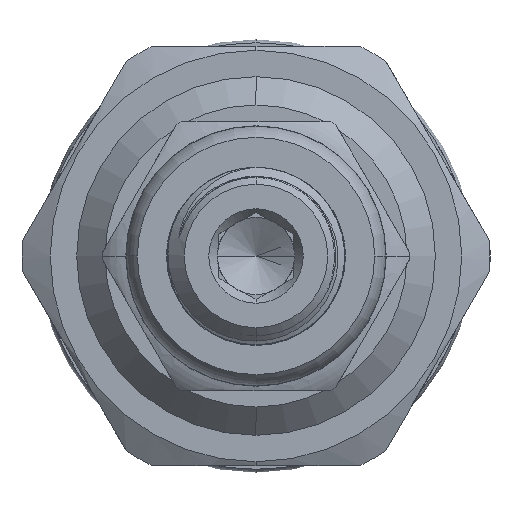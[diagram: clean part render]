
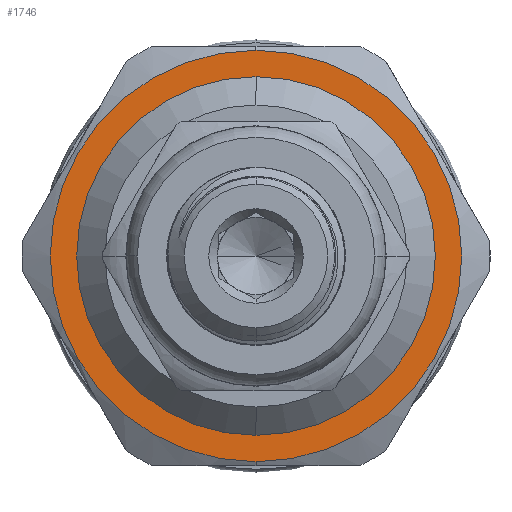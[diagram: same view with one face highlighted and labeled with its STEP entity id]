
A CAD part, left-side view. The second image highlights one B-rep face of the part: STEP entity #1746.
In plain terms, the highlighted planar face has unit normal (-1, 0, 0).
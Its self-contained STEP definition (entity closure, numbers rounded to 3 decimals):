
#285 = ORIENTED_EDGE ( 'NONE', *, *, #2196, .T. ) ;
#297 = ORIENTED_EDGE ( 'NONE', *, *, #1473, .F. ) ;
#355 = ORIENTED_EDGE ( 'NONE', *, *, #855, .T. ) ;
#363 = ORIENTED_EDGE ( 'NONE', *, *, #15075, .F. ) ;
#706 = CIRCLE ( 'NONE', #2233, 10.9 ) ;
#855 = EDGE_CURVE ( 'NONE', #16808, #17146, #706, .T. ) ;
#1339 = CIRCLE ( 'NONE', #2274, 9.5 ) ;
#1473 = EDGE_CURVE ( 'NONE', #16819, #17093, #1339, .T. ) ;
#1538 = FACE_OUTER_BOUND ( 'NONE', #3161, .T. ) ;
#1544 = FACE_BOUND ( 'NONE', #19456, .T. ) ;
#1746 = ADVANCED_FACE ( 'NONE', ( #1544, #1538 ), #6718, .F. ) ;
#2062 = DIRECTION ( 'NONE',  ( -1., 0., 0. ) ) ;
#2087 = CARTESIAN_POINT ( 'NONE',  ( 12., 0., 0. ) ) ;
#2106 = DIRECTION ( 'NONE',  ( 0., 0., 1. ) ) ;
#2196 = EDGE_CURVE ( 'NONE', #17146, #16808, #19092, .T. ) ;
#2233 = AXIS2_PLACEMENT_3D ( 'NONE', #2087, #2062, #2106 ) ;
#2274 = AXIS2_PLACEMENT_3D ( 'NONE', #17712, #17746, #17747 ) ;
#2433 = AXIS2_PLACEMENT_3D ( 'NONE', #6715, #6720, #6721 ) ;
#2583 = AXIS2_PLACEMENT_3D ( 'NONE', #8731, #8732, #8733 ) ;
#2656 = AXIS2_PLACEMENT_3D ( 'NONE', #10253, #10254, #10255 ) ;
#3161 = EDGE_LOOP ( 'NONE', ( #355, #285 ) ) ;
#6715 = CARTESIAN_POINT ( 'NONE',  ( 12., 9.5, 0. ) ) ;
#6718 = PLANE ( 'NONE',  #2433 ) ;
#6720 = DIRECTION ( 'NONE',  ( 1., 0., 0. ) ) ;
#6721 = DIRECTION ( 'NONE',  ( 0., 0., -1. ) ) ;
#8731 = CARTESIAN_POINT ( 'NONE',  ( 12., 0., 0. ) ) ;
#8732 = DIRECTION ( 'NONE',  ( -1., 0., 0. ) ) ;
#8733 = DIRECTION ( 'NONE',  ( 0., 0., 1. ) ) ;
#10253 = CARTESIAN_POINT ( 'NONE',  ( 12., 0., 0. ) ) ;
#10254 = DIRECTION ( 'NONE',  ( -1., 0., 0. ) ) ;
#10255 = DIRECTION ( 'NONE',  ( 0., 0., 1. ) ) ;
#13530 = CARTESIAN_POINT ( 'NONE',  ( 12., 0., -10.9 ) ) ;
#13549 = CARTESIAN_POINT ( 'NONE',  ( 12., 0., 9.5 ) ) ;
#13793 = CARTESIAN_POINT ( 'NONE',  ( 12., 0., -9.5 ) ) ;
#13834 = CARTESIAN_POINT ( 'NONE',  ( 12., 0., 10.9 ) ) ;
#15075 = EDGE_CURVE ( 'NONE', #17093, #16819, #18971, .T. ) ;
#16808 = VERTEX_POINT ( 'NONE', #13530 ) ;
#16819 = VERTEX_POINT ( 'NONE', #13549 ) ;
#17093 = VERTEX_POINT ( 'NONE', #13793 ) ;
#17146 = VERTEX_POINT ( 'NONE', #13834 ) ;
#17712 = CARTESIAN_POINT ( 'NONE',  ( 12., 0., 0. ) ) ;
#17746 = DIRECTION ( 'NONE',  ( -1., 0., 0. ) ) ;
#17747 = DIRECTION ( 'NONE',  ( 0., 0., 1. ) ) ;
#18971 = CIRCLE ( 'NONE', #2656, 9.5 ) ;
#19092 = CIRCLE ( 'NONE', #2583, 10.9 ) ;
#19456 = EDGE_LOOP ( 'NONE', ( #297, #363 ) ) ;
